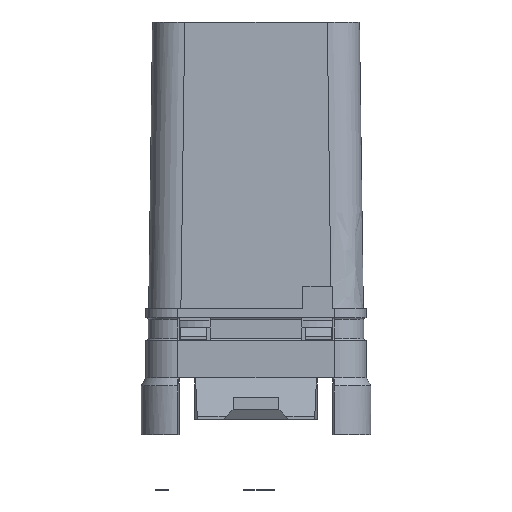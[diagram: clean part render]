
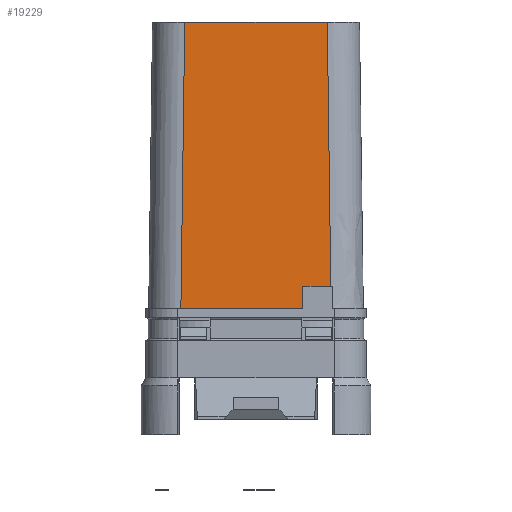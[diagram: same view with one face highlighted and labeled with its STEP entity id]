
A CAD part, front view. The second image highlights one B-rep face of the part: STEP entity #19229.
In plain terms, the highlighted planar face has unit normal (0, -1, 0.013).
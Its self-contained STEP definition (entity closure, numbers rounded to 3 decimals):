
#2665=DIRECTION('',(1.,0.,0.));
#2666=VECTOR('',#2665,7.95);
#2667=CARTESIAN_POINT('',(-4.9,-6.,0.));
#2668=LINE('',#2667,#2666);
#2669=DIRECTION('',(0.,0.013,1.));
#2670=VECTOR('',#2669,1.45);
#2671=CARTESIAN_POINT('',(3.05,-6.,0.));
#2672=LINE('',#2671,#2670);
#2673=DIRECTION('',(0.013,0.013,1.));
#2674=VECTOR('',#2673,18.683);
#2675=CARTESIAN_POINT('',(-4.9,-6.,0.));
#2676=LINE('',#2675,#2674);
#2677=DIRECTION('',(-1.,0.,0.));
#2678=VECTOR('',#2677,1.831);
#2679=CARTESIAN_POINT('',(4.881,-5.981,1.45));
#2680=LINE('',#2679,#2678);
#2710=DIRECTION('',(-0.013,0.013,1.));
#2711=VECTOR('',#2710,17.233);
#2712=CARTESIAN_POINT('',(4.881,-5.981,1.45));
#2713=LINE('',#2712,#2711);
#2756=DIRECTION('',(1.,0.,0.));
#2757=VECTOR('',#2756,9.3);
#2758=CARTESIAN_POINT('',(-4.65,-5.75,18.68));
#2759=LINE('',#2758,#2757);
#13657=CARTESIAN_POINT('',(-4.65,-5.75,18.68));
#13658=VERTEX_POINT('',#13657);
#13659=CARTESIAN_POINT('',(4.65,-5.75,18.68));
#13660=VERTEX_POINT('',#13659);
#13673=CARTESIAN_POINT('',(-4.9,-6.,0.));
#13674=VERTEX_POINT('',#13673);
#13784=CARTESIAN_POINT('',(3.05,-6.,0.));
#13786=VERTEX_POINT('',#13784);
#13791=CARTESIAN_POINT('',(3.05,-5.981,1.45));
#13792=VERTEX_POINT('',#13791);
#13793=CARTESIAN_POINT('',(4.881,-5.981,1.45));
#13794=VERTEX_POINT('',#13793);
#19212=CARTESIAN_POINT('',(0.,-5.875,9.34));
#19213=DIRECTION('',(0.,-1.,0.013));
#19214=DIRECTION('',(1.,0.,0.));
#19215=AXIS2_PLACEMENT_3D('',#19212,#19213,#19214);
#19216=PLANE('',#19215);
#19217=ORIENTED_EDGE('',*,*,#19204,.F.);
#19218=ORIENTED_EDGE('',*,*,#19193,.F.);
#19220=ORIENTED_EDGE('',*,*,#19219,.T.);
#19222=ORIENTED_EDGE('',*,*,#19221,.T.);
#19224=ORIENTED_EDGE('',*,*,#19223,.F.);
#19226=ORIENTED_EDGE('',*,*,#19225,.T.);
#19227=EDGE_LOOP('',(#19217,#19218,#19220,#19222,#19224,#19226));
#19228=FACE_OUTER_BOUND('',#19227,.F.);
#19229=ADVANCED_FACE('',(#19228),#19216,.T.);
#19193=EDGE_CURVE('',#13674,#13786,#2668,.T.);
#19204=EDGE_CURVE('',#13786,#13792,#2672,.T.);
#19219=EDGE_CURVE('',#13674,#13658,#2676,.T.);
#19221=EDGE_CURVE('',#13658,#13660,#2759,.T.);
#19223=EDGE_CURVE('',#13794,#13660,#2713,.T.);
#19225=EDGE_CURVE('',#13794,#13792,#2680,.T.);
